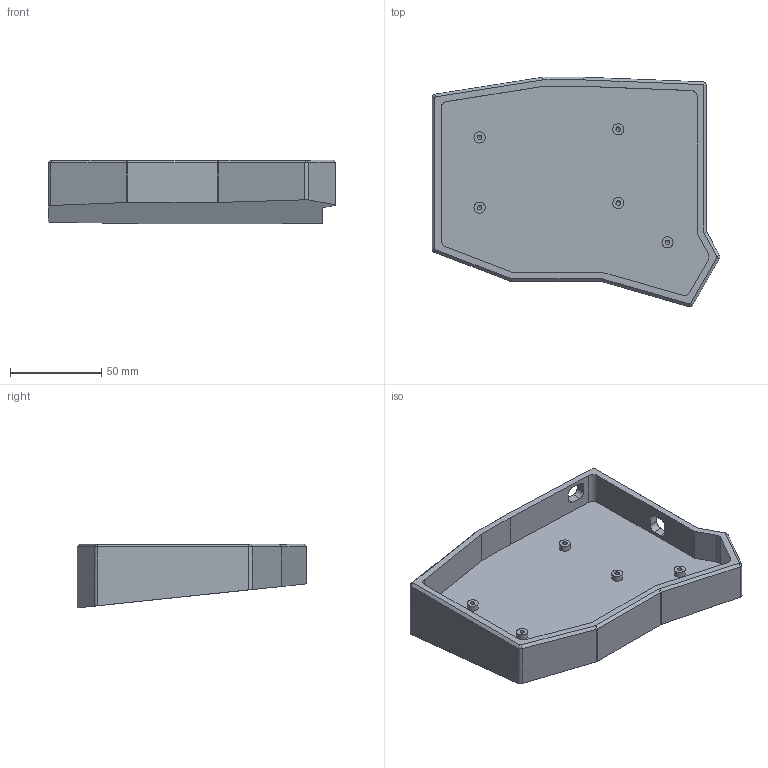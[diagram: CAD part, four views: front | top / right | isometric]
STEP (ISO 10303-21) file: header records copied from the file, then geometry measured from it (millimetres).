
FILE_DESCRIPTION(('FreeCAD Model'),'2;1');
FILE_NAME('Open CASCADE Shape Model','2021-07-18T23:57:31',('Author'),( ''),'Open CASCADE STEP processor 7.5','FreeCAD','Unknown');
FILE_SCHEMA(('AUTOMOTIVE_DESIGN { 1 0 10303 214 1 1 1 1 }'));
Length unit declared in the file: millimetre
Products named in the file (2): Body (Mirror #1); Open CASCADE STEP translator 7.5 2.1
Assembly tree (1 placements, depth 2):
  Body (Mirror #1)
    Open CASCADE STEP translator 7.5 2.1
Bounding box: 157.64 x 125.8 x 35 mm (x, y, z)
Volume: 224512.8 mm3; surface area: 56548.5 mm2
Topology: 1 solids, 1 shells, 92 faces, 228 edges, 144 vertices
Faces by surface type: plane 46, cylinder 32, cone 14
Full cylindrical faces by diameter (mm): 2.5 x5, 6.1 x5
Entity records: 5791 total; most frequent: CARTESIAN_POINT 1226, DIRECTION 874, LINE 520, VECTOR 520, ORIENTED_EDGE 446, PCURVE 446, DEFINITIONAL_REPRESENTATION 446, EDGE_CURVE 223
